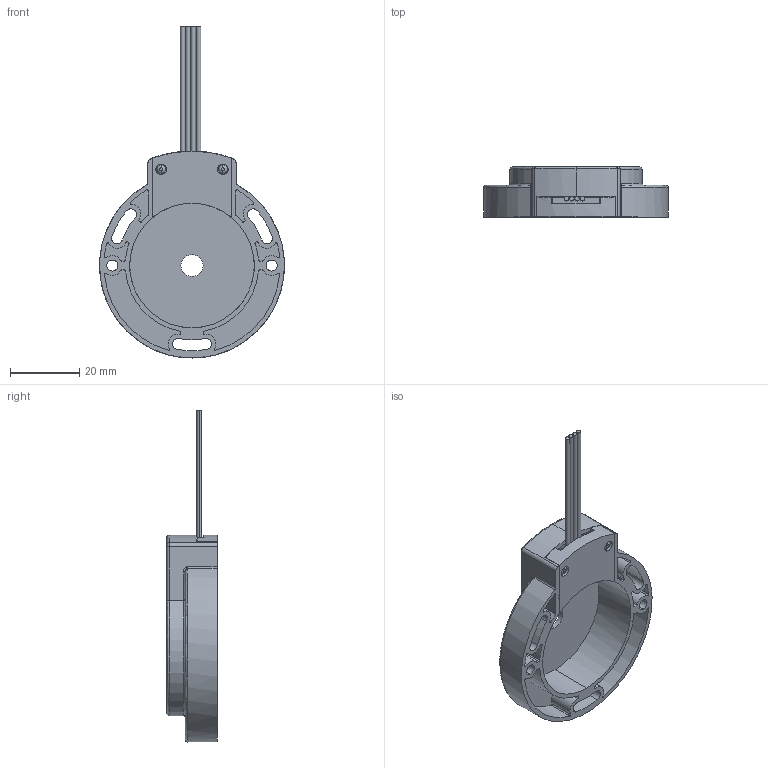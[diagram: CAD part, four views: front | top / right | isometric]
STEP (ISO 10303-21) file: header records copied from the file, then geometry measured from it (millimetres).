
FILE_DESCRIPTION (( 'STEP AP214' ), '1' );
FILE_NAME ('9024 MHL200 Assembly Model.STEP', '2023-05-03T12:09:11', ( '' ), ( '' ), 'SwSTEP 2.0', 'SolidWorks 2021', '' );
FILE_SCHEMA (( 'AUTOMOTIVE_DESIGN' ));
Length unit declared in the file: inch
Products named in the file (5): Wires; 9024H002 Cover Model; Drive Screw 00 375; 9024_Housing; 9024 MHL200 Assembly Model
Assembly tree (5 placements, depth 2):
  9024 MHL200 Assembly Model
    9024_Housing
    9024H002 Cover Model
    Drive Screw 00 375  x2
    Wires
Bounding box: 53.29 x 14.48 x 95.75 mm (x, y, z)
Volume: 10435.4 mm3; surface area: 14269.3 mm2
Topology: 8 solids, 8 shells, 715 faces, 1912 edges, 1263 vertices
Faces by surface type: plane 417, cylinder 169, bspline 125, torus 4
Entity records: 22994 total; most frequent: CARTESIAN_POINT 6520, ORIENTED_EDGE 3592, DIRECTION 2971, EDGE_CURVE 1796, VECTOR 1239, LINE 1239, VERTEX_POINT 1189, AXIS2_PLACEMENT_3D 866
